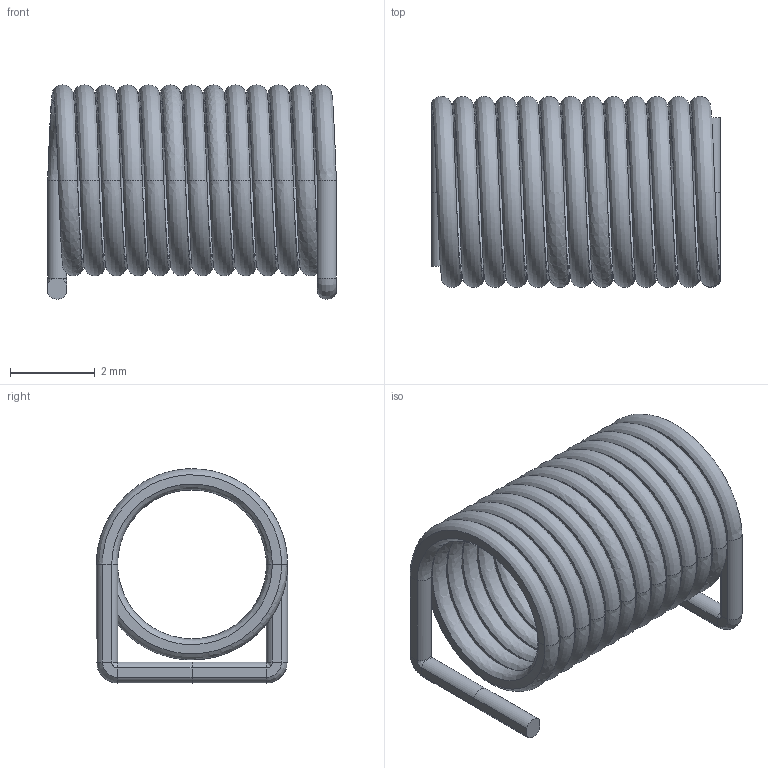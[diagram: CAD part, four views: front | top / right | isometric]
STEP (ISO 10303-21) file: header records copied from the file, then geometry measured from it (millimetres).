
FILE_DESCRIPTION(('FreeCAD Model'),'2;1');
FILE_NAME('Open CASCADE Shape Model','2022-07-07T11:07:44',( 'kicad StepUp'),('ksu MCAD'),'Open CASCADE STEP processor 7.5', 'FreeCAD','Unknown');
FILE_SCHEMA(('AUTOMOTIVE_DESIGN { 1 0 10303 214 1 1 1 1 }'));
Length unit declared in the file: millimetre
Products named in the file (1): 2222SQ-111
Bounding box: 6.8 x 4.5 x 5.05 mm (x, y, z)
Volume: 32 mm3; surface area: 264.1 mm2
Topology: 1 solids, 1 shells, 90 faces, 182 edges, 94 vertices
Faces by surface type: bspline 52, plane 22, cylinder 12, revolution 4
Entity records: 9862 total; most frequent: CARTESIAN_POINT 8456, ORIENTED_EDGE 364, EDGE_CURVE 182, DIRECTION 175, VERTEX_POINT 94, ADVANCED_FACE 90, FACE_BOUND 90, EDGE_LOOP 90
